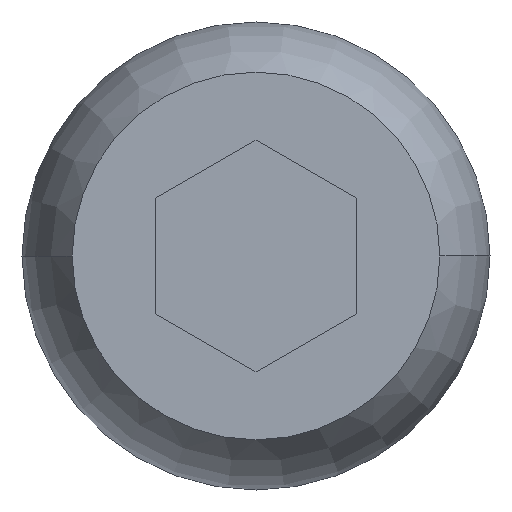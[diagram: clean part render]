
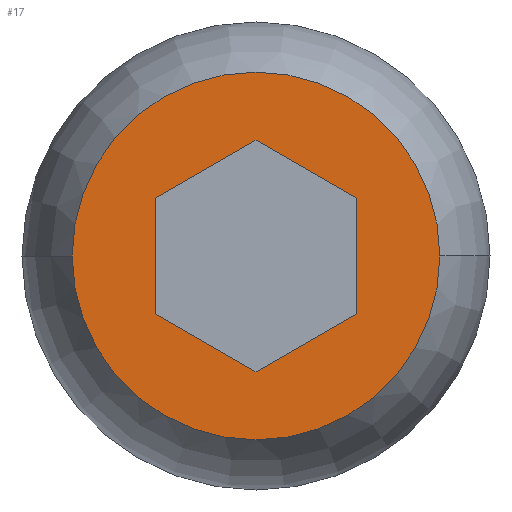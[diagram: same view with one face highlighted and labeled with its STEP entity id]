
A CAD part, left-side view. The second image highlights one B-rep face of the part: STEP entity #17.
In plain terms, the highlighted planar face has unit normal (-1, 0, 0).
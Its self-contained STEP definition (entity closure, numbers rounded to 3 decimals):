
#1 = CARTESIAN_POINT ( 'NONE',  ( 0., -3., -1.732 ) ) ;
#17 = ADVANCED_FACE ( 'NONE', ( #259, #154 ), #457, .T. ) ;
#21 = CIRCLE ( 'NONE', #361, 5.5 ) ;
#35 = ORIENTED_EDGE ( 'NONE', *, *, #237, .F. ) ;
#42 = CARTESIAN_POINT ( 'NONE',  ( 0., -3., -1.732 ) ) ;
#46 = VECTOR ( 'NONE', #363, 1000. ) ;
#51 = CARTESIAN_POINT ( 'NONE',  ( 0., 0., -3.464 ) ) ;
#73 = EDGE_CURVE ( 'NONE', #203, #491, #204, .T. ) ;
#110 = LINE ( 'NONE', #409, #646 ) ;
#126 = VECTOR ( 'NONE', #652, 1000. ) ;
#146 = ORIENTED_EDGE ( 'NONE', *, *, #153, .F. ) ;
#152 = DIRECTION ( 'NONE',  ( 0., 1., 0. ) ) ;
#153 = EDGE_CURVE ( 'NONE', #217, #496, #21, .T. ) ;
#154 = FACE_OUTER_BOUND ( 'NONE', #630, .T. ) ;
#171 = CARTESIAN_POINT ( 'NONE',  ( 0., 0., 0. ) ) ;
#182 = AXIS2_PLACEMENT_3D ( 'NONE', #662, #561, #356 ) ;
#185 = VERTEX_POINT ( 'NONE', #42 ) ;
#192 = VERTEX_POINT ( 'NONE', #445 ) ;
#203 = VERTEX_POINT ( 'NONE', #255 ) ;
#204 = LINE ( 'NONE', #342, #126 ) ;
#206 = ORIENTED_EDGE ( 'NONE', *, *, #270, .F. ) ;
#208 = VECTOR ( 'NONE', #320, 1000. ) ;
#217 = VERTEX_POINT ( 'NONE', #257 ) ;
#235 = AXIS2_PLACEMENT_3D ( 'NONE', #171, #518, #629 ) ;
#237 = EDGE_CURVE ( 'NONE', #185, #408, #617, .T. ) ;
#239 = ORIENTED_EDGE ( 'NONE', *, *, #274, .F. ) ;
#255 = CARTESIAN_POINT ( 'NONE',  ( 0., 0., 3.464 ) ) ;
#257 = CARTESIAN_POINT ( 'NONE',  ( 0., 5.5, 0. ) ) ;
#259 = FACE_BOUND ( 'NONE', #377, .T. ) ;
#265 = DIRECTION ( 'NONE',  ( 0., 0.866, 0.5 ) ) ;
#270 = EDGE_CURVE ( 'NONE', #367, #185, #570, .T. ) ;
#274 = EDGE_CURVE ( 'NONE', #408, #203, #110, .T. ) ;
#282 = EDGE_CURVE ( 'NONE', #192, #367, #313, .T. ) ;
#313 = LINE ( 'NONE', #464, #613 ) ;
#320 = DIRECTION ( 'NONE',  ( 0., 0., -1. ) ) ;
#342 = CARTESIAN_POINT ( 'NONE',  ( 0., 0., 3.464 ) ) ;
#354 = CARTESIAN_POINT ( 'NONE',  ( 0., -3., 1.732 ) ) ;
#356 = DIRECTION ( 'NONE',  ( 0., -1., 0. ) ) ;
#361 = AXIS2_PLACEMENT_3D ( 'NONE', #441, #492, #152 ) ;
#363 = DIRECTION ( 'NONE',  ( 0., 0., 1. ) ) ;
#367 = VERTEX_POINT ( 'NONE', #51 ) ;
#376 = CARTESIAN_POINT ( 'NONE',  ( 0., 3., 1.732 ) ) ;
#377 = EDGE_LOOP ( 'NONE', ( #460, #239, #35, #206, #433, #451 ) ) ;
#408 = VERTEX_POINT ( 'NONE', #354 ) ;
#409 = CARTESIAN_POINT ( 'NONE',  ( 0., -3., 1.732 ) ) ;
#433 = ORIENTED_EDGE ( 'NONE', *, *, #282, .F. ) ;
#441 = CARTESIAN_POINT ( 'NONE',  ( 0., 0., 0. ) ) ;
#443 = EDGE_CURVE ( 'NONE', #496, #217, #531, .T. ) ;
#445 = CARTESIAN_POINT ( 'NONE',  ( 0., 3., -1.732 ) ) ;
#449 = ORIENTED_EDGE ( 'NONE', *, *, #443, .F. ) ;
#451 = ORIENTED_EDGE ( 'NONE', *, *, #468, .F. ) ;
#457 = PLANE ( 'NONE',  #182 ) ;
#458 = DIRECTION ( 'NONE',  ( 0., -0.866, 0.5 ) ) ;
#460 = ORIENTED_EDGE ( 'NONE', *, *, #73, .F. ) ;
#461 = CARTESIAN_POINT ( 'NONE',  ( 0., 3., 1.732 ) ) ;
#464 = CARTESIAN_POINT ( 'NONE',  ( 0., 3., -1.732 ) ) ;
#466 = DIRECTION ( 'NONE',  ( 0., -0.866, -0.5 ) ) ;
#468 = EDGE_CURVE ( 'NONE', #491, #192, #471, .T. ) ;
#471 = LINE ( 'NONE', #461, #208 ) ;
#491 = VERTEX_POINT ( 'NONE', #376 ) ;
#492 = DIRECTION ( 'NONE',  ( 1., 0., 0. ) ) ;
#496 = VERTEX_POINT ( 'NONE', #580 ) ;
#518 = DIRECTION ( 'NONE',  ( 1., 0., 0. ) ) ;
#522 = CARTESIAN_POINT ( 'NONE',  ( 0., 0., -3.464 ) ) ;
#531 = CIRCLE ( 'NONE', #235, 5.5 ) ;
#556 = VECTOR ( 'NONE', #458, 1000. ) ;
#561 = DIRECTION ( 'NONE',  ( -1., 0., 0. ) ) ;
#570 = LINE ( 'NONE', #522, #556 ) ;
#580 = CARTESIAN_POINT ( 'NONE',  ( 0., -5.5, 0. ) ) ;
#613 = VECTOR ( 'NONE', #466, 1000. ) ;
#617 = LINE ( 'NONE', #1, #46 ) ;
#629 = DIRECTION ( 'NONE',  ( 0., 1., 0. ) ) ;
#630 = EDGE_LOOP ( 'NONE', ( #146, #449 ) ) ;
#646 = VECTOR ( 'NONE', #265, 1000. ) ;
#652 = DIRECTION ( 'NONE',  ( 0., 0.866, -0.5 ) ) ;
#662 = CARTESIAN_POINT ( 'NONE',  ( 0., 0., 0. ) ) ;
